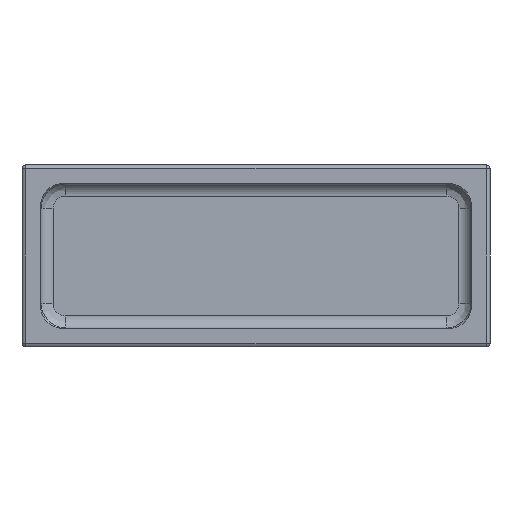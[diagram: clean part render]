
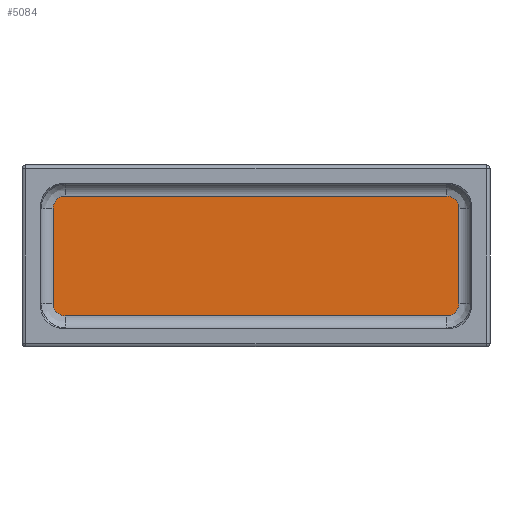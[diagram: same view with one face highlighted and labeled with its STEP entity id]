
A CAD part, front view. The second image highlights one B-rep face of the part: STEP entity #5084.
In plain terms, the highlighted planar face has unit normal (0, -1, 0).
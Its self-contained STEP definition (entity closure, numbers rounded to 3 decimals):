
#57 = ORIENTED_EDGE ( 'NONE', *, *, #1600, .T. ) ;
#63 =( BOUNDED_CURVE ( )  B_SPLINE_CURVE ( 3, ( #3022, #3987, #2426, #3509 ),
 .UNSPECIFIED., .F., .F. ) 
 B_SPLINE_CURVE_WITH_KNOTS ( ( 4, 4 ),
 ( 2.415, 3.868 ),
 .UNSPECIFIED. ) 
 CURVE ( )  GEOMETRIC_REPRESENTATION_ITEM ( )  RATIONAL_B_SPLINE_CURVE ( ( 1., 0.832, 0.832, 1. ) ) 
 REPRESENTATION_ITEM ( '' )  );
#248 = CARTESIAN_POINT ( 'NONE',  ( -83., 4., 11.957 ) ) ;
#538 =( BOUNDED_CURVE ( )  B_SPLINE_CURVE ( 3, ( #4343, #3233, #2123, #904 ),
 .UNSPECIFIED., .F., .T. ) 
 B_SPLINE_CURVE_WITH_KNOTS ( ( 4, 4 ),
 ( 2.415, 3.868 ),
 .UNSPECIFIED. ) 
 CURVE ( )  GEOMETRIC_REPRESENTATION_ITEM ( )  RATIONAL_B_SPLINE_CURVE ( ( 1., 0.832, 0.832, 1. ) ) 
 REPRESENTATION_ITEM ( '' )  );
#561 = ORIENTED_EDGE ( 'NONE', *, *, #1877, .T. ) ;
#609 = CARTESIAN_POINT ( 'NONE',  ( 73.345, 4., 11.957 ) ) ;
#904 = CARTESIAN_POINT ( 'NONE',  ( 73.345, 4., 58.043 ) ) ;
#1042 = ORIENTED_EDGE ( 'NONE', *, *, #1472, .T. ) ;
#1144 = CARTESIAN_POINT ( 'NONE',  ( -78.043, 4., 7. ) ) ;
#1221 = ORIENTED_EDGE ( 'NONE', *, *, #5671, .T. ) ;
#1280 = CARTESIAN_POINT ( 'NONE',  ( 76.16, 4., 11.957 ) ) ;
#1323 = CARTESIAN_POINT ( 'NONE',  ( -73.345, 4., 11.957 ) ) ;
#1472 = EDGE_CURVE ( 'NONE', #3657, #5601, #3989, .T. ) ;
#1590 = EDGE_CURVE ( 'NONE', #5601, #4021, #7182, .T. ) ;
#1600 = EDGE_CURVE ( 'NONE', #5443, #2658, #5393, .T. ) ;
#1603 = CARTESIAN_POINT ( 'NONE',  ( -83., 4., 58.043 ) ) ;
#1802 = CARTESIAN_POINT ( 'NONE',  ( 78.043, 4., 16.655 ) ) ;
#1877 = EDGE_CURVE ( 'NONE', #6283, #5443, #7139, .T. ) ;
#1886 = VERTEX_POINT ( 'NONE', #4574 ) ;
#2013 = CARTESIAN_POINT ( 'NONE',  ( -83., 4., 7. ) ) ;
#2025 = CARTESIAN_POINT ( 'NONE',  ( 78.043, 4., 53.345 ) ) ;
#2123 = CARTESIAN_POINT ( 'NONE',  ( 76.16, 4., 58.043 ) ) ;
#2144 = CARTESIAN_POINT ( 'NONE',  ( 78.043, 4., 16.655 ) ) ;
#2209 = ORIENTED_EDGE ( 'NONE', *, *, #6121, .T. ) ;
#2426 = CARTESIAN_POINT ( 'NONE',  ( -78.043, 4., 56.16 ) ) ;
#2498 = CARTESIAN_POINT ( 'NONE',  ( -78.043, 4., 16.655 ) ) ;
#2658 = VERTEX_POINT ( 'NONE', #2025 ) ;
#2677 = VECTOR ( 'NONE', #4027, 1000. ) ;
#3022 = CARTESIAN_POINT ( 'NONE',  ( -73.345, 4., 58.043 ) ) ;
#3101 = CARTESIAN_POINT ( 'NONE',  ( -78.043, 4., 13.84 ) ) ;
#3233 = CARTESIAN_POINT ( 'NONE',  ( 78.043, 4., 56.16 ) ) ;
#3247 = CARTESIAN_POINT ( 'NONE',  ( -78.043, 4., 53.345 ) ) ;
#3509 = CARTESIAN_POINT ( 'NONE',  ( -78.043, 4., 53.345 ) ) ;
#3582 = DIRECTION ( 'NONE',  ( 0., 0., 1. ) ) ;
#3657 = VERTEX_POINT ( 'NONE', #3247 ) ;
#3682 = CARTESIAN_POINT ( 'NONE',  ( -73.345, 4., 58.043 ) ) ;
#3787 = PLANE ( 'NONE',  #6140 ) ;
#3863 = DIRECTION ( 'NONE',  ( -1., 0., 0. ) ) ;
#3905 = EDGE_CURVE ( 'NONE', #4021, #6283, #6347, .T. ) ;
#3931 = VECTOR ( 'NONE', #3863, 1000. ) ;
#3987 = CARTESIAN_POINT ( 'NONE',  ( -76.16, 4., 58.043 ) ) ;
#3989 = LINE ( 'NONE', #1144, #2677 ) ;
#4021 = VERTEX_POINT ( 'NONE', #5537 ) ;
#4027 = DIRECTION ( 'NONE',  ( 0., 0., -1. ) ) ;
#4270 = DIRECTION ( 'NONE',  ( 0., -1., 0. ) ) ;
#4343 = CARTESIAN_POINT ( 'NONE',  ( 78.043, 4., 53.345 ) ) ;
#4574 = CARTESIAN_POINT ( 'NONE',  ( 73.345, 4., 58.043 ) ) ;
#4862 = ORIENTED_EDGE ( 'NONE', *, *, #3905, .T. ) ;
#4936 = FACE_OUTER_BOUND ( 'NONE', #5804, .T. ) ;
#5084 = ADVANCED_FACE ( 'NONE', ( #4936 ), #3787, .T. ) ;
#5093 = CARTESIAN_POINT ( 'NONE',  ( 73.345, 4., 11.957 ) ) ;
#5103 = VECTOR ( 'NONE', #7045, 1000. ) ;
#5253 = ORIENTED_EDGE ( 'NONE', *, *, #1590, .T. ) ;
#5393 = LINE ( 'NONE', #6388, #7044 ) ;
#5443 = VERTEX_POINT ( 'NONE', #2144 ) ;
#5537 = CARTESIAN_POINT ( 'NONE',  ( -73.345, 4., 11.957 ) ) ;
#5601 = VERTEX_POINT ( 'NONE', #6319 ) ;
#5649 = CARTESIAN_POINT ( 'NONE',  ( 78.043, 4., 13.84 ) ) ;
#5671 = EDGE_CURVE ( 'NONE', #7200, #3657, #63, .T. ) ;
#5804 = EDGE_LOOP ( 'NONE', ( #5253, #4862, #561, #57, #2209, #5841, #1221, #1042 ) ) ;
#5841 = ORIENTED_EDGE ( 'NONE', *, *, #7278, .T. ) ;
#6075 = DIRECTION ( 'NONE',  ( 1., 0., 0. ) ) ;
#6121 = EDGE_CURVE ( 'NONE', #2658, #1886, #538, .T. ) ;
#6140 = AXIS2_PLACEMENT_3D ( 'NONE', #2013, #4270, #6075 ) ;
#6283 = VERTEX_POINT ( 'NONE', #609 ) ;
#6319 = CARTESIAN_POINT ( 'NONE',  ( -78.043, 4., 16.655 ) ) ;
#6347 = LINE ( 'NONE', #248, #5103 ) ;
#6388 = CARTESIAN_POINT ( 'NONE',  ( 78.043, 4., 7. ) ) ;
#6500 = CARTESIAN_POINT ( 'NONE',  ( -76.16, 4., 11.957 ) ) ;
#6676 = LINE ( 'NONE', #1603, #3931 ) ;
#7044 = VECTOR ( 'NONE', #3582, 1000. ) ;
#7045 = DIRECTION ( 'NONE',  ( 1., 0., 0. ) ) ;
#7139 =( BOUNDED_CURVE ( )  B_SPLINE_CURVE ( 3, ( #5093, #1280, #5649, #1802 ),
 .UNSPECIFIED., .F., .F. ) 
 B_SPLINE_CURVE_WITH_KNOTS ( ( 4, 4 ),
 ( 2.415, 3.868 ),
 .UNSPECIFIED. ) 
 CURVE ( )  GEOMETRIC_REPRESENTATION_ITEM ( )  RATIONAL_B_SPLINE_CURVE ( ( 1., 0.832, 0.832, 1. ) ) 
 REPRESENTATION_ITEM ( '' )  );
#7182 =( BOUNDED_CURVE ( )  B_SPLINE_CURVE ( 3, ( #2498, #3101, #6500, #1323 ),
 .UNSPECIFIED., .F., .T. ) 
 B_SPLINE_CURVE_WITH_KNOTS ( ( 4, 4 ),
 ( 2.415, 3.868 ),
 .UNSPECIFIED. ) 
 CURVE ( )  GEOMETRIC_REPRESENTATION_ITEM ( )  RATIONAL_B_SPLINE_CURVE ( ( 1., 0.832, 0.832, 1. ) ) 
 REPRESENTATION_ITEM ( '' )  );
#7200 = VERTEX_POINT ( 'NONE', #3682 ) ;
#7278 = EDGE_CURVE ( 'NONE', #1886, #7200, #6676, .T. ) ;
